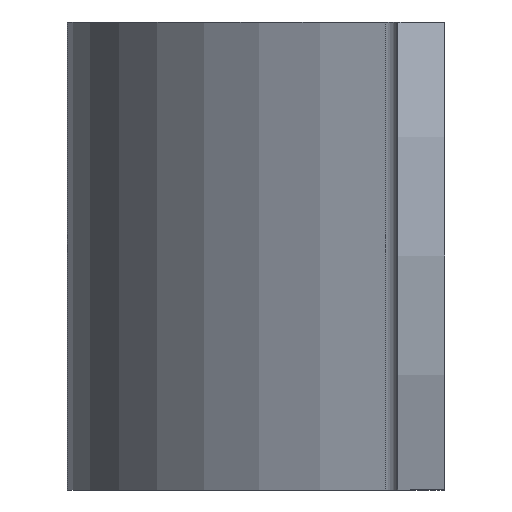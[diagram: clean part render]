
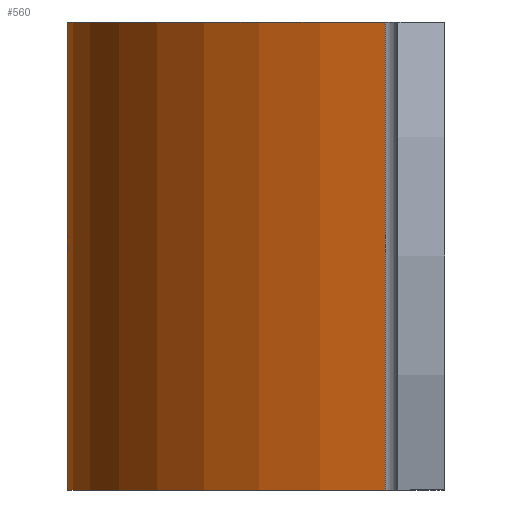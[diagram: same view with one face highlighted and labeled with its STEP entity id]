
A CAD part, left-side view. The second image highlights one B-rep face of the part: STEP entity #560.
In plain terms, the highlighted cylindrical face has radius 25.25 mm (diameter 50.5 mm), a partial arc.
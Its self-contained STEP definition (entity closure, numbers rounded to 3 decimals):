
#18 = AXIS2_PLACEMENT_3D ( 'NONE', #445, #131, #493 ) ;
#32 = EDGE_CURVE ( 'NONE', #105, #150, #268, .T. ) ;
#39 = ORIENTED_EDGE ( 'NONE', *, *, #171, .F. ) ;
#51 = CARTESIAN_POINT ( 'NONE',  ( 0., -1.05, -15. ) ) ;
#66 = EDGE_CURVE ( 'NONE', #150, #159, #640, .T. ) ;
#79 = CARTESIAN_POINT ( 'NONE',  ( 24.778, 3.808, -15. ) ) ;
#81 = DIRECTION ( 'NONE',  ( 0., 0., -1. ) ) ;
#82 = CARTESIAN_POINT ( 'NONE',  ( 24.778, 3.808, 15. ) ) ;
#96 = VECTOR ( 'NONE', #300, 1000. ) ;
#105 = VERTEX_POINT ( 'NONE', #79 ) ;
#112 = EDGE_LOOP ( 'NONE', ( #376, #397, #39, #272 ) ) ;
#115 = DIRECTION ( 'NONE',  ( 0., 0., 1. ) ) ;
#131 = DIRECTION ( 'NONE',  ( 0., 0., 1. ) ) ;
#150 = VERTEX_POINT ( 'NONE', #554 ) ;
#159 = VERTEX_POINT ( 'NONE', #185 ) ;
#171 = EDGE_CURVE ( 'NONE', #645, #159, #610, .T. ) ;
#185 = CARTESIAN_POINT ( 'NONE',  ( -24.778, 3.808, 15. ) ) ;
#239 = CYLINDRICAL_SURFACE ( 'NONE', #242, 25.25 ) ;
#242 = AXIS2_PLACEMENT_3D ( 'NONE', #583, #81, #448 ) ;
#268 = CIRCLE ( 'NONE', #273, 25.25 ) ;
#271 = FACE_OUTER_BOUND ( 'NONE', #112, .T. ) ;
#272 = ORIENTED_EDGE ( 'NONE', *, *, #584, .T. ) ;
#273 = AXIS2_PLACEMENT_3D ( 'NONE', #51, #115, #556 ) ;
#300 = DIRECTION ( 'NONE',  ( 0., 0., 1. ) ) ;
#366 = VECTOR ( 'NONE', #496, 1000. ) ;
#376 = ORIENTED_EDGE ( 'NONE', *, *, #32, .T. ) ;
#397 = ORIENTED_EDGE ( 'NONE', *, *, #66, .T. ) ;
#401 = CARTESIAN_POINT ( 'NONE',  ( 24.778, 3.808, 15. ) ) ;
#404 = CARTESIAN_POINT ( 'NONE',  ( -24.778, 3.808, 15. ) ) ;
#445 = CARTESIAN_POINT ( 'NONE',  ( 0., -1.05, 15. ) ) ;
#448 = DIRECTION ( 'NONE',  ( -1., 0., 0. ) ) ;
#493 = DIRECTION ( 'NONE',  ( 1., 0., 0. ) ) ;
#496 = DIRECTION ( 'NONE',  ( 0., 0., -1. ) ) ;
#524 = LINE ( 'NONE', #82, #366 ) ;
#554 = CARTESIAN_POINT ( 'NONE',  ( -24.778, 3.808, -15. ) ) ;
#556 = DIRECTION ( 'NONE',  ( 1., 0., 0. ) ) ;
#560 = ADVANCED_FACE ( 'NONE', ( #271 ), #239, .T. ) ;
#583 = CARTESIAN_POINT ( 'NONE',  ( 0., -1.05, 15. ) ) ;
#584 = EDGE_CURVE ( 'NONE', #645, #105, #524, .T. ) ;
#610 = CIRCLE ( 'NONE', #18, 25.25 ) ;
#640 = LINE ( 'NONE', #404, #96 ) ;
#645 = VERTEX_POINT ( 'NONE', #401 ) ;
